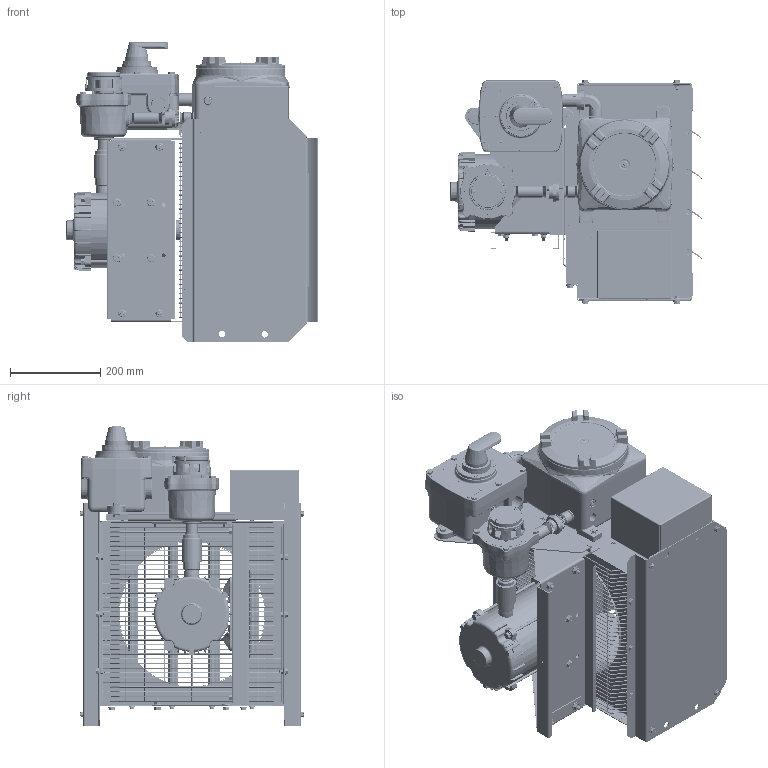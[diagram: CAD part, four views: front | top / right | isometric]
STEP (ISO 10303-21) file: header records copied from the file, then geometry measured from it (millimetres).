
FILE_DESCRIPTION (( 'STEP AP214' ), '1' );
FILE_NAME ('XEU1-12-T1-D.STEP', '2018-01-18T14:46:07', ( 'jose' ), ( 'Microsoft' ), 'SwSTEP 2.0', 'SolidWorks 2017', '' );
FILE_SCHEMA (( 'AUTOMOTIVE_DESIGN' ));
Length unit declared in the file: inch
Products named in the file (1): XEU1-12-T1-D
Bounding box: 557.08 x 494.85 x 664.35 mm (x, y, z)
Surface area: 3364856.5 mm2 (no closed solid volume)
Topology: 0 solids, 517 shells, 4127 faces, 15018 edges, 10907 vertices
Faces by surface type: plane 1391, cylinder 1229, cone 609, torus 562, bspline 297, sphere 39
Entity records: 239549 total; most frequent: CARTESIAN_POINT 64883, DIRECTION 25193, ORIENTED_EDGE 22073, EDGE_CURVE 14991, VERTEX_POINT 10906, AXIS2_PLACEMENT_3D 9682, CIRCLE 5851, LINE 5829
